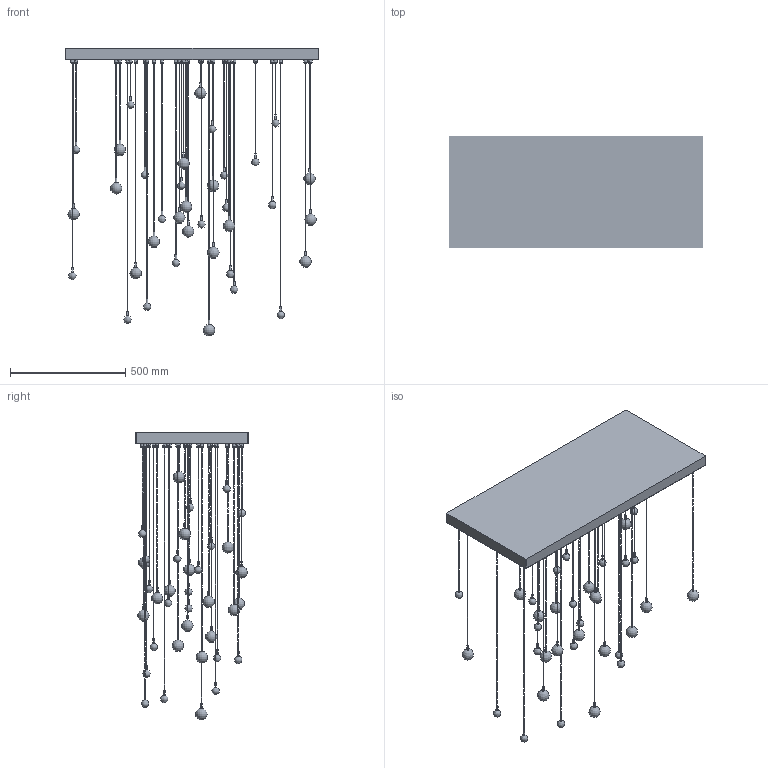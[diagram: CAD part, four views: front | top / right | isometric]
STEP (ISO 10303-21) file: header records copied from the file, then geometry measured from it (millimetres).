
FILE_DESCRIPTION(/* description */ (''),/* implementation_level */ '2;1');
FILE_NAME(/* name */ 'Loci_Galaxy36_Bokeh_3D_mm',/* time_stamp */ '2025-10-08T13:40:36-07:00',/* author */ (''),/* organization */ (''),/* preprocessor_version */ 'ST-DEVELOPER v16.5',/* originating_system */ '',/* authorisation */ '');
FILE_SCHEMA (('AUTOMOTIVE_DESIGN'));
Length unit declared in the file: millimetre
Products named in the file (1): Document
Bounding box: 1098.55 x 488.95 x 1247.07 mm (x, y, z)
Volume: 28908974.8 mm3; surface area: 1652396.8 mm2
Topology: 144 solids, 147 shells, 1351 faces, 3280 edges, 2147 vertices
Faces by surface type: bspline 841, plane 510
Entity records: 68435 total; most frequent: CARTESIAN_POINT 48015, ORIENTED_EDGE 6412, EDGE_CURVE 3208, VERTEX_POINT 2147, ADVANCED_FACE 1351, FACE_OUTER_BOUND 1351, EDGE_LOOP 1351, B_SPLINE_CURVE_WITH_KNOTS 1317
